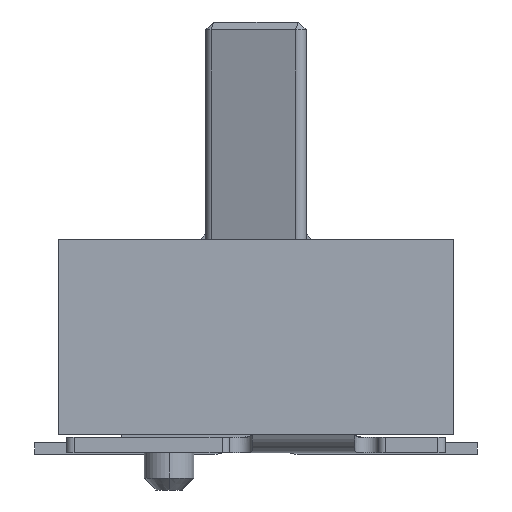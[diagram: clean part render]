
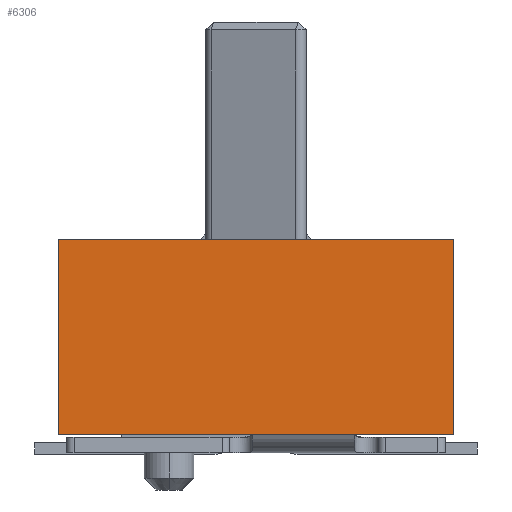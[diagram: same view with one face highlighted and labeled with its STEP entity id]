
A CAD part, left-side view. The second image highlights one B-rep face of the part: STEP entity #6306.
In plain terms, the highlighted planar face has unit normal (-1, 0, 0).
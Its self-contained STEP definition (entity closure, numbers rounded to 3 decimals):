
#235=DIRECTION('',(0.,0.,-1.));
#236=VECTOR('',#235,2.47);
#237=CARTESIAN_POINT('',(0.,0.,-2.75));
#238=LINE('',#237,#236);
#239=DIRECTION('',(0.,1.,0.));
#240=VECTOR('',#239,5.);
#241=CARTESIAN_POINT('',(0.,0.,-5.22));
#242=LINE('',#241,#240);
#243=DIRECTION('',(0.,0.,1.));
#244=VECTOR('',#243,2.47);
#245=CARTESIAN_POINT('',(0.,5.,-5.22));
#246=LINE('',#245,#244);
#251=DIRECTION('',(0.,1.,0.));
#252=VECTOR('',#251,5.);
#253=CARTESIAN_POINT('',(0.,0.,-2.75));
#254=LINE('',#253,#252);
#4505=CARTESIAN_POINT('',(0.,5.,-2.75));
#4506=VERTEX_POINT('',#4505);
#4508=CARTESIAN_POINT('',(0.,5.,-5.22));
#4510=VERTEX_POINT('',#4508);
#4812=CARTESIAN_POINT('',(0.,0.,-2.75));
#4814=VERTEX_POINT('',#4812);
#4839=CARTESIAN_POINT('',(0.,0.,-5.22));
#4840=VERTEX_POINT('',#4839);
#6294=CARTESIAN_POINT('',(0.,2.5,-3.985));
#6295=DIRECTION('',(1.,0.,0.));
#6296=DIRECTION('',(0.,-1.,0.));
#6297=AXIS2_PLACEMENT_3D('',#6294,#6295,#6296);
#6298=PLANE('',#6297);
#6299=ORIENTED_EDGE('',*,*,#6108,.T.);
#6300=ORIENTED_EDGE('',*,*,#6063,.T.);
#6301=ORIENTED_EDGE('',*,*,#5942,.T.);
#6303=ORIENTED_EDGE('',*,*,#6302,.F.);
#6304=EDGE_LOOP('',(#6299,#6300,#6301,#6303));
#6305=FACE_OUTER_BOUND('',#6304,.F.);
#6306=ADVANCED_FACE('',(#6305),#6298,.F.);
#5942=EDGE_CURVE('',#4510,#4506,#246,.T.);
#6063=EDGE_CURVE('',#4840,#4510,#242,.T.);
#6108=EDGE_CURVE('',#4814,#4840,#238,.T.);
#6302=EDGE_CURVE('',#4814,#4506,#254,.T.);
